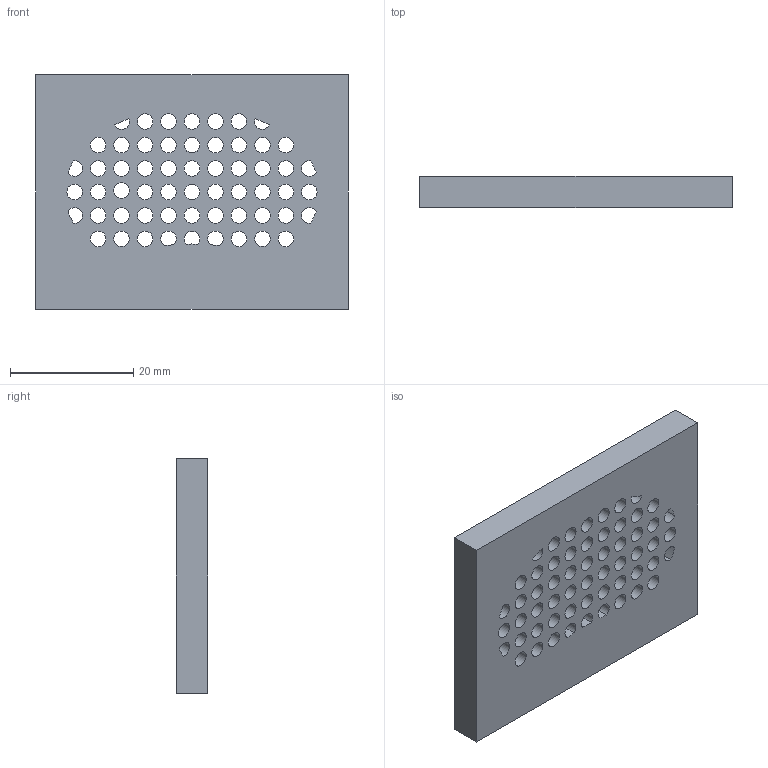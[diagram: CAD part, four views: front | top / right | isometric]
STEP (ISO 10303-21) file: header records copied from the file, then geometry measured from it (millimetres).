
FILE_DESCRIPTION(/* description */ ('Alibre Inc.'),/* implementation_level */ '2;1');
FILE_NAME(/* name */ 'export0',/* time_stamp */ '2015-08-03T10:25:13-04:00',/* author */ (''),/* organization */ (''),/* preprocessor_version */ 'ST-DEVELOPER v14',/* originating_system */ 'Alibre',/* authorisation */ '');
FILE_SCHEMA (('CONFIG_CONTROL_DESIGN'));
Length unit declared in the file: centimetre
Products named in the file (1): ID_1
Bounding box: 50.8 x 5.08 x 38.1 mm (x, y, z)
Volume: 6658.6 mm3; surface area: 5428.1 mm2
Topology: 1 solids, 1 shells, 78 faces, 225 edges, 150 vertices
Faces by surface type: cylinder 60, extrusion 8, plane 7, bspline 3
Full cylindrical faces by diameter (mm): 2.54 x49
Entity records: 3528 total; most frequent: CARTESIAN_POINT 1219, DIRECTION 457, ORIENTED_EDGE 352, EDGE_LOOP 244, FACE_BOUND 244, AXIS2_PLACEMENT_3D 211, EDGE_CURVE 176, VERTEX_POINT 150
